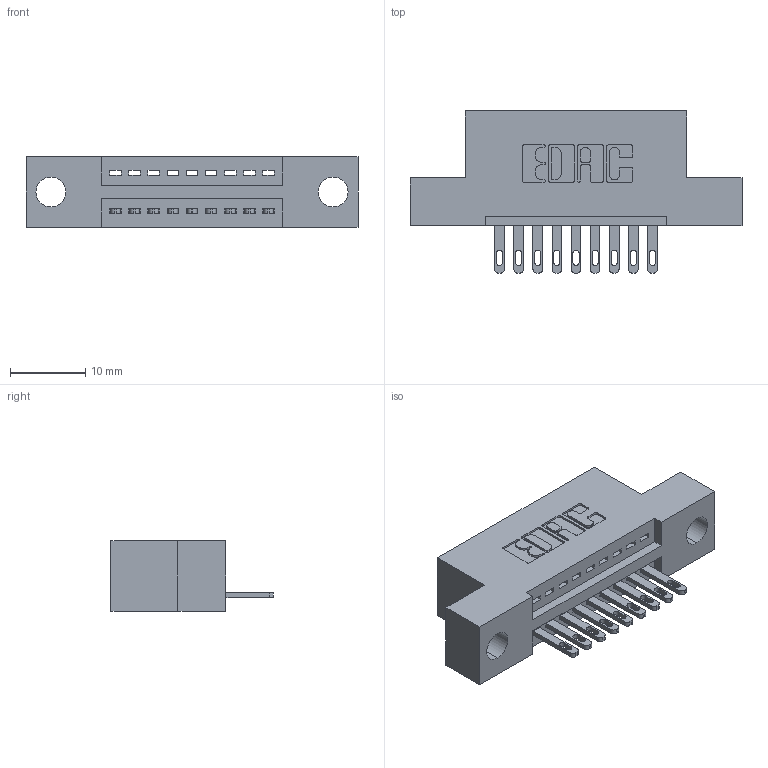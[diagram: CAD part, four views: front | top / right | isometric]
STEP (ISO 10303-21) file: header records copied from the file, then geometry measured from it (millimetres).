
FILE_DESCRIPTION (( 'STEP AP203' ), '1' );
FILE_NAME ('345-009-500-104.STEP', '2018-08-17T05:13:13', ( '' ), ( '' ), 'SwSTEP 2.0', 'SolidWorks 2016', '' );
FILE_SCHEMA (( 'CONFIG_CONTROL_DESIGN' ));
Length unit declared in the file: inch
Products named in the file (3): 345-292-001_345-293-100; 345-009-500-104; 345 Part_Flush Mounting Lugs - 0.156 Dia-TH
Assembly tree (10 placements, depth 2):
  345-009-500-104
    345 Part_Flush Mounting Lugs - 0.156 Dia-TH
    345-292-001_345-293-100  x9
Bounding box: 44.07 x 21.51 x 9.4 mm (x, y, z)
Volume: 3833.1 mm3; surface area: 4474.3 mm2
Topology: 10 solids, 10 shells, 612 faces, 1853 edges, 1234 vertices
Faces by surface type: plane 386, cylinder 226
Entity records: 11149 total; most frequent: CARTESIAN_POINT 1939, ORIENTED_EDGE 1882, DIRECTION 1743, EDGE_CURVE 941, LINE 769, VECTOR 769, VERTEX_POINT 626, AXIS2_PLACEMENT_3D 487
